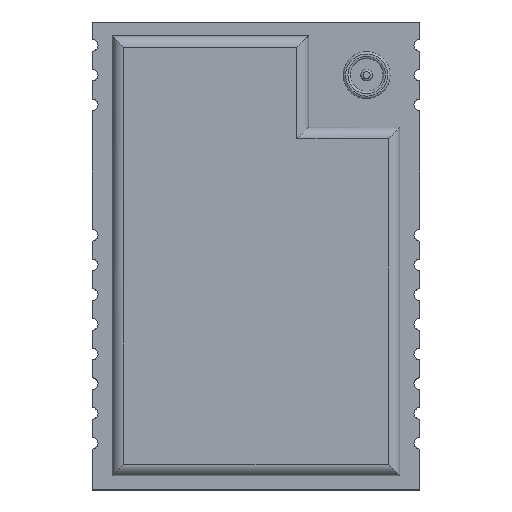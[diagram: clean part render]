
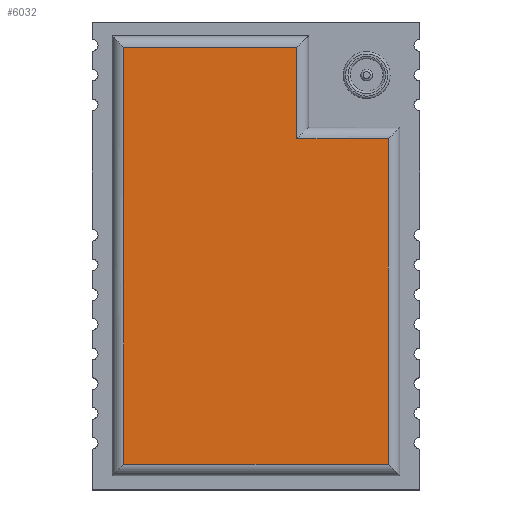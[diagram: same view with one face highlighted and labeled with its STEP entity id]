
A CAD part, top view. The second image highlights one B-rep face of the part: STEP entity #6032.
In plain terms, the highlighted planar face has unit normal (0, 0, 1).
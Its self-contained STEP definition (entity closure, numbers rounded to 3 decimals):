
#5231 = CYLINDRICAL_SURFACE('',#5232,0.5);
#5232 = AXIS2_PLACEMENT_3D('',#5233,#5234,#5235);
#5233 = CARTESIAN_POINT('',(-6.15,8.9,2.5));
#5234 = DIRECTION('',(1.,0.,0.));
#5235 = DIRECTION('',(0.,1.,0.));
#5285 = CYLINDRICAL_SURFACE('',#5286,0.5);
#5286 = AXIS2_PLACEMENT_3D('',#5287,#5288,#5289);
#5287 = CARTESIAN_POINT('',(1.75,9.4,2.5));
#5288 = DIRECTION('',(0.,-1.,0.));
#5289 = DIRECTION('',(1.,0.,0.));
#5339 = CYLINDRICAL_SURFACE('',#5340,0.5);
#5340 = AXIS2_PLACEMENT_3D('',#5341,#5342,#5343);
#5341 = CARTESIAN_POINT('',(2.25,5.,2.5));
#5342 = DIRECTION('',(1.,0.,0.));
#5343 = DIRECTION('',(0.,0.,1.));
#5393 = CYLINDRICAL_SURFACE('',#5394,0.5);
#5394 = AXIS2_PLACEMENT_3D('',#5395,#5396,#5397);
#5395 = CARTESIAN_POINT('',(5.65,5.5,2.5));
#5396 = DIRECTION('',(0.,-1.,0.));
#5397 = DIRECTION('',(0.,0.,1.));
#5447 = CYLINDRICAL_SURFACE('',#5448,0.5);
#5448 = AXIS2_PLACEMENT_3D('',#5449,#5450,#5451);
#5449 = CARTESIAN_POINT('',(6.15,-8.9,2.5));
#5450 = DIRECTION('',(-1.,0.,0.));
#5451 = DIRECTION('',(0.,0.,1.));
#5479 = CYLINDRICAL_SURFACE('',#5480,0.5);
#5480 = AXIS2_PLACEMENT_3D('',#5481,#5482,#5483);
#5481 = CARTESIAN_POINT('',(-5.65,-9.4,2.5));
#5482 = DIRECTION('',(0.,1.,0.));
#5483 = DIRECTION('',(0.,0.,1.));
#5613 = VERTEX_POINT('',#5614);
#5614 = CARTESIAN_POINT('',(-5.65,8.9,3.));
#5646 = EDGE_CURVE('',#5613,#5647,#5649,.T.);
#5647 = VERTEX_POINT('',#5648);
#5648 = CARTESIAN_POINT('',(1.75,8.9,3.));
#5649 = SURFACE_CURVE('',#5650,(#5654,#5661),.PCURVE_S1.);
#5650 = LINE('',#5651,#5652);
#5651 = CARTESIAN_POINT('',(-6.15,8.9,3.));
#5652 = VECTOR('',#5653,1.);
#5653 = DIRECTION('',(1.,0.,0.));
#5654 = PCURVE('',#5231,#5655);
#5655 = DEFINITIONAL_REPRESENTATION('',(#5656),#5660);
#5656 = LINE('',#5657,#5658);
#5657 = CARTESIAN_POINT('',(1.571,0.));
#5658 = VECTOR('',#5659,1.);
#5659 = DIRECTION('',(0.,1.));
#5660 = ( GEOMETRIC_REPRESENTATION_CONTEXT(2) 
PARAMETRIC_REPRESENTATION_CONTEXT() REPRESENTATION_CONTEXT('2D SPACE',''
  ) );
#5661 = PCURVE('',#5662,#5667);
#5662 = PLANE('',#5663);
#5663 = AXIS2_PLACEMENT_3D('',#5664,#5665,#5666);
#5664 = CARTESIAN_POINT('',(-0.245,-0.245,3.));
#5665 = DIRECTION('',(-0.,-0.,-1.));
#5666 = DIRECTION('',(-1.,0.,0.));
#5667 = DEFINITIONAL_REPRESENTATION('',(#5668),#5672);
#5668 = LINE('',#5669,#5670);
#5669 = CARTESIAN_POINT('',(5.905,9.145));
#5670 = VECTOR('',#5671,1.);
#5671 = DIRECTION('',(-1.,0.));
#5672 = ( GEOMETRIC_REPRESENTATION_CONTEXT(2) 
PARAMETRIC_REPRESENTATION_CONTEXT() REPRESENTATION_CONTEXT('2D SPACE',''
  ) );
#5711 = EDGE_CURVE('',#5647,#5712,#5714,.T.);
#5712 = VERTEX_POINT('',#5713);
#5713 = CARTESIAN_POINT('',(1.75,5.,3.));
#5714 = SURFACE_CURVE('',#5715,(#5719,#5726),.PCURVE_S1.);
#5715 = LINE('',#5716,#5717);
#5716 = CARTESIAN_POINT('',(1.75,9.4,3.));
#5717 = VECTOR('',#5718,1.);
#5718 = DIRECTION('',(0.,-1.,0.));
#5719 = PCURVE('',#5285,#5720);
#5720 = DEFINITIONAL_REPRESENTATION('',(#5721),#5725);
#5721 = LINE('',#5722,#5723);
#5722 = CARTESIAN_POINT('',(1.571,0.));
#5723 = VECTOR('',#5724,1.);
#5724 = DIRECTION('',(0.,1.));
#5725 = ( GEOMETRIC_REPRESENTATION_CONTEXT(2) 
PARAMETRIC_REPRESENTATION_CONTEXT() REPRESENTATION_CONTEXT('2D SPACE',''
  ) );
#5726 = PCURVE('',#5662,#5727);
#5727 = DEFINITIONAL_REPRESENTATION('',(#5728),#5732);
#5728 = LINE('',#5729,#5730);
#5729 = CARTESIAN_POINT('',(-1.995,9.645));
#5730 = VECTOR('',#5731,1.);
#5731 = DIRECTION('',(0.,-1.));
#5732 = ( GEOMETRIC_REPRESENTATION_CONTEXT(2) 
PARAMETRIC_REPRESENTATION_CONTEXT() REPRESENTATION_CONTEXT('2D SPACE',''
  ) );
#5773 = VERTEX_POINT('',#5774);
#5774 = CARTESIAN_POINT('',(5.65,5.,3.));
#5806 = EDGE_CURVE('',#5712,#5773,#5807,.T.);
#5807 = SURFACE_CURVE('',#5808,(#5812,#5819),.PCURVE_S1.);
#5808 = LINE('',#5809,#5810);
#5809 = CARTESIAN_POINT('',(2.25,5.,3.));
#5810 = VECTOR('',#5811,1.);
#5811 = DIRECTION('',(1.,0.,0.));
#5812 = PCURVE('',#5339,#5813);
#5813 = DEFINITIONAL_REPRESENTATION('',(#5814),#5818);
#5814 = LINE('',#5815,#5816);
#5815 = CARTESIAN_POINT('',(-0.,0.));
#5816 = VECTOR('',#5817,1.);
#5817 = DIRECTION('',(-0.,1.));
#5818 = ( GEOMETRIC_REPRESENTATION_CONTEXT(2) 
PARAMETRIC_REPRESENTATION_CONTEXT() REPRESENTATION_CONTEXT('2D SPACE',''
  ) );
#5819 = PCURVE('',#5662,#5820);
#5820 = DEFINITIONAL_REPRESENTATION('',(#5821),#5825);
#5821 = LINE('',#5822,#5823);
#5822 = CARTESIAN_POINT('',(-2.495,5.245));
#5823 = VECTOR('',#5824,1.);
#5824 = DIRECTION('',(-1.,0.));
#5825 = ( GEOMETRIC_REPRESENTATION_CONTEXT(2) 
PARAMETRIC_REPRESENTATION_CONTEXT() REPRESENTATION_CONTEXT('2D SPACE',''
  ) );
#5833 = VERTEX_POINT('',#5834);
#5834 = CARTESIAN_POINT('',(5.65,-8.9,3.));
#5866 = EDGE_CURVE('',#5773,#5833,#5867,.T.);
#5867 = SURFACE_CURVE('',#5868,(#5872,#5879),.PCURVE_S1.);
#5868 = LINE('',#5869,#5870);
#5869 = CARTESIAN_POINT('',(5.65,5.5,3.));
#5870 = VECTOR('',#5871,1.);
#5871 = DIRECTION('',(0.,-1.,0.));
#5872 = PCURVE('',#5393,#5873);
#5873 = DEFINITIONAL_REPRESENTATION('',(#5874),#5878);
#5874 = LINE('',#5875,#5876);
#5875 = CARTESIAN_POINT('',(-0.,0.));
#5876 = VECTOR('',#5877,1.);
#5877 = DIRECTION('',(-0.,1.));
#5878 = ( GEOMETRIC_REPRESENTATION_CONTEXT(2) 
PARAMETRIC_REPRESENTATION_CONTEXT() REPRESENTATION_CONTEXT('2D SPACE',''
  ) );
#5879 = PCURVE('',#5662,#5880);
#5880 = DEFINITIONAL_REPRESENTATION('',(#5881),#5885);
#5881 = LINE('',#5882,#5883);
#5882 = CARTESIAN_POINT('',(-5.895,5.745));
#5883 = VECTOR('',#5884,1.);
#5884 = DIRECTION('',(0.,-1.));
#5885 = ( GEOMETRIC_REPRESENTATION_CONTEXT(2) 
PARAMETRIC_REPRESENTATION_CONTEXT() REPRESENTATION_CONTEXT('2D SPACE',''
  ) );
#5893 = VERTEX_POINT('',#5894);
#5894 = CARTESIAN_POINT('',(-5.65,-8.9,3.));
#5926 = EDGE_CURVE('',#5833,#5893,#5927,.T.);
#5927 = SURFACE_CURVE('',#5928,(#5932,#5939),.PCURVE_S1.);
#5928 = LINE('',#5929,#5930);
#5929 = CARTESIAN_POINT('',(6.15,-8.9,3.));
#5930 = VECTOR('',#5931,1.);
#5931 = DIRECTION('',(-1.,0.,0.));
#5932 = PCURVE('',#5447,#5933);
#5933 = DEFINITIONAL_REPRESENTATION('',(#5934),#5938);
#5934 = LINE('',#5935,#5936);
#5935 = CARTESIAN_POINT('',(-0.,0.));
#5936 = VECTOR('',#5937,1.);
#5937 = DIRECTION('',(-0.,1.));
#5938 = ( GEOMETRIC_REPRESENTATION_CONTEXT(2) 
PARAMETRIC_REPRESENTATION_CONTEXT() REPRESENTATION_CONTEXT('2D SPACE',''
  ) );
#5939 = PCURVE('',#5662,#5940);
#5940 = DEFINITIONAL_REPRESENTATION('',(#5941),#5945);
#5941 = LINE('',#5942,#5943);
#5942 = CARTESIAN_POINT('',(-6.395,-8.655));
#5943 = VECTOR('',#5944,1.);
#5944 = DIRECTION('',(1.,0.));
#5945 = ( GEOMETRIC_REPRESENTATION_CONTEXT(2) 
PARAMETRIC_REPRESENTATION_CONTEXT() REPRESENTATION_CONTEXT('2D SPACE',''
  ) );
#5953 = EDGE_CURVE('',#5893,#5613,#5954,.T.);
#5954 = SURFACE_CURVE('',#5955,(#5959,#5966),.PCURVE_S1.);
#5955 = LINE('',#5956,#5957);
#5956 = CARTESIAN_POINT('',(-5.65,-9.4,3.));
#5957 = VECTOR('',#5958,1.);
#5958 = DIRECTION('',(0.,1.,0.));
#5959 = PCURVE('',#5479,#5960);
#5960 = DEFINITIONAL_REPRESENTATION('',(#5961),#5965);
#5961 = LINE('',#5962,#5963);
#5962 = CARTESIAN_POINT('',(-0.,0.));
#5963 = VECTOR('',#5964,1.);
#5964 = DIRECTION('',(-0.,1.));
#5965 = ( GEOMETRIC_REPRESENTATION_CONTEXT(2) 
PARAMETRIC_REPRESENTATION_CONTEXT() REPRESENTATION_CONTEXT('2D SPACE',''
  ) );
#5966 = PCURVE('',#5662,#5967);
#5967 = DEFINITIONAL_REPRESENTATION('',(#5968),#5972);
#5968 = LINE('',#5969,#5970);
#5969 = CARTESIAN_POINT('',(5.405,-9.155));
#5970 = VECTOR('',#5971,1.);
#5971 = DIRECTION('',(0.,1.));
#5972 = ( GEOMETRIC_REPRESENTATION_CONTEXT(2) 
PARAMETRIC_REPRESENTATION_CONTEXT() REPRESENTATION_CONTEXT('2D SPACE',''
  ) );
#6032 = ADVANCED_FACE('',(#6033),#5662,.F.);
#6033 = FACE_BOUND('',#6034,.F.);
#6034 = EDGE_LOOP('',(#6035,#6036,#6037,#6038,#6039,#6040));
#6035 = ORIENTED_EDGE('',*,*,#5711,.T.);
#6036 = ORIENTED_EDGE('',*,*,#5806,.T.);
#6037 = ORIENTED_EDGE('',*,*,#5866,.T.);
#6038 = ORIENTED_EDGE('',*,*,#5926,.T.);
#6039 = ORIENTED_EDGE('',*,*,#5953,.T.);
#6040 = ORIENTED_EDGE('',*,*,#5646,.T.);
